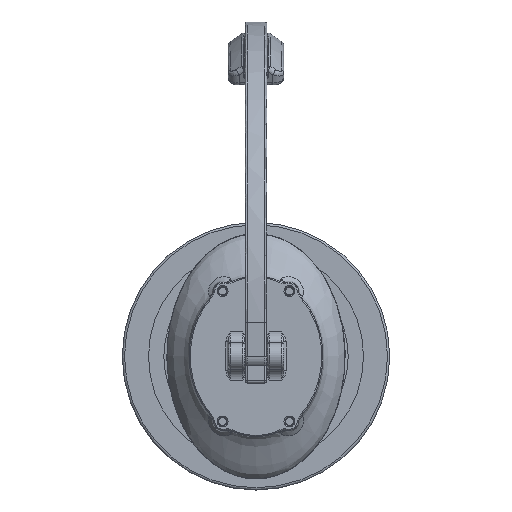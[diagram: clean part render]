
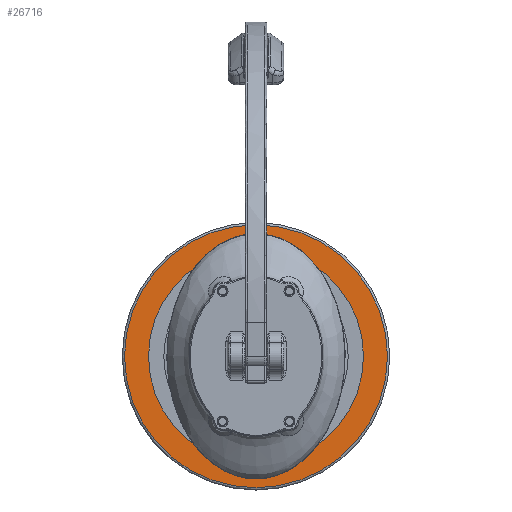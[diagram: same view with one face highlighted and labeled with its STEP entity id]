
A CAD part, left-side view. The second image highlights one B-rep face of the part: STEP entity #26716.
In plain terms, the highlighted planar face has unit normal (-1, 0, 0).
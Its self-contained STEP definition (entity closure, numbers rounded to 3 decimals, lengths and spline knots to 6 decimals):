
#1131=PLANE('',#28817);
#2158=CIRCLE('',#28818,0.059);
#2159=CIRCLE('',#28819,0.04825);
#9152=ORIENTED_EDGE('',*,*,#15890,.T.);
#9153=ORIENTED_EDGE('',*,*,#15891,.F.);
#15890=EDGE_CURVE('',#19366,#19366,#2158,.T.);
#15891=EDGE_CURVE('',#19367,#19367,#2159,.T.);
#19366=VERTEX_POINT('',#54259);
#19367=VERTEX_POINT('',#54261);
#22500=EDGE_LOOP('',(#9152));
#22501=EDGE_LOOP('',(#9153));
#24575=FACE_BOUND('',#22500,.T.);
#24576=FACE_BOUND('',#22501,.T.);
#26716=ADVANCED_FACE('',(#24575,#24576),#1131,.T.);
#28817=AXIS2_PLACEMENT_3D('',#54257,#32467,#32468);
#28818=AXIS2_PLACEMENT_3D('',#54258,#32469,#32470);
#28819=AXIS2_PLACEMENT_3D('',#54260,#32471,#32472);
#32467=DIRECTION('',(-1.,0.,0.));
#32468=DIRECTION('',(0.,0.,1.));
#32469=DIRECTION('',(-1.,0.,0.));
#32470=DIRECTION('',(0.,0.,1.));
#32471=DIRECTION('',(-1.,0.,0.));
#32472=DIRECTION('',(0.,0.,1.));
#54257=CARTESIAN_POINT('',(0.002,0.,0.054125));
#54258=CARTESIAN_POINT('',(0.002,0.,0.));
#54259=CARTESIAN_POINT('',(0.002,0.,0.059));
#54260=CARTESIAN_POINT('',(0.002,0.,0.));
#54261=CARTESIAN_POINT('',(0.002,0.,0.04825));
